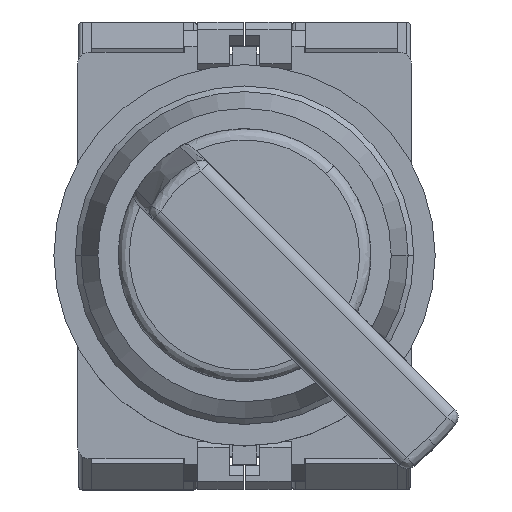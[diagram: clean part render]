
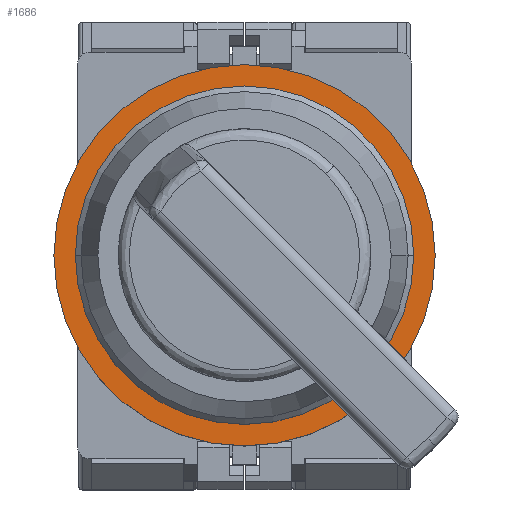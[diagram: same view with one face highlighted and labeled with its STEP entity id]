
A CAD part, top view. The second image highlights one B-rep face of the part: STEP entity #1686.
In plain terms, the highlighted face is planar.
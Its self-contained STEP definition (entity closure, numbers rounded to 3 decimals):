
#683 = EDGE_LOOP ( 'NONE', ( #3350, #8740 ) ) ;
#968 = EDGE_CURVE ( 'NONE', #6106, #2991, #2789, .T. ) ;
#1204 = CIRCLE ( 'NONE', #8806, 12.75 ) ;
#1386 = EDGE_LOOP ( 'NONE', ( #3869, #9927 ) ) ;
#1686 = ADVANCED_FACE ( 'NONE', ( #3831, #7987 ), #12122, .F. ) ;
#1774 = CIRCLE ( 'NONE', #9372, 16.9 ) ;
#1828 = CARTESIAN_POINT ( 'NONE',  ( 0., 0., 0. ) ) ;
#2135 = DIRECTION ( 'NONE',  ( 0., 0., 1. ) ) ;
#2521 = CIRCLE ( 'NONE', #10127, 16.9 ) ;
#2585 = AXIS2_PLACEMENT_3D ( 'NONE', #2819, #6971, #11103 ) ;
#2789 = CIRCLE ( 'NONE', #4530, 12.75 ) ;
#2818 = DIRECTION ( 'NONE',  ( 0., 0., -1. ) ) ;
#2819 = CARTESIAN_POINT ( 'NONE',  ( -17.103, -17.103, 0. ) ) ;
#2991 = VERTEX_POINT ( 'NONE', #7199 ) ;
#3152 = CARTESIAN_POINT ( 'NONE',  ( -16.9, 0., 0. ) ) ;
#3158 = DIRECTION ( 'NONE',  ( 0., 0., -1. ) ) ;
#3350 = ORIENTED_EDGE ( 'NONE', *, *, #4615, .F. ) ;
#3488 = VERTEX_POINT ( 'NONE', #3152 ) ;
#3831 = FACE_BOUND ( 'NONE', #1386, .T. ) ;
#3869 = ORIENTED_EDGE ( 'NONE', *, *, #9003, .F. ) ;
#4530 = AXIS2_PLACEMENT_3D ( 'NONE', #12120, #2818, #6969 ) ;
#4615 = EDGE_CURVE ( 'NONE', #3488, #5709, #1774, .T. ) ;
#5709 = VERTEX_POINT ( 'NONE', #6623 ) ;
#5971 = DIRECTION ( 'NONE',  ( 0., 0., 1. ) ) ;
#6106 = VERTEX_POINT ( 'NONE', #12761 ) ;
#6287 = DIRECTION ( 'NONE',  ( -1., 0., 0. ) ) ;
#6623 = CARTESIAN_POINT ( 'NONE',  ( 16.9, 0., 0. ) ) ;
#6969 = DIRECTION ( 'NONE',  ( -1., 0., 0. ) ) ;
#6971 = DIRECTION ( 'NONE',  ( 0., 0., 1. ) ) ;
#7199 = CARTESIAN_POINT ( 'NONE',  ( -12.75, 0., 0. ) ) ;
#7312 = DIRECTION ( 'NONE',  ( -1., 0., 0. ) ) ;
#7987 = FACE_OUTER_BOUND ( 'NONE', #683, .T. ) ;
#8740 = ORIENTED_EDGE ( 'NONE', *, *, #9911, .F. ) ;
#8806 = AXIS2_PLACEMENT_3D ( 'NONE', #12463, #3158, #7312 ) ;
#9003 = EDGE_CURVE ( 'NONE', #2991, #6106, #1204, .T. ) ;
#9372 = AXIS2_PLACEMENT_3D ( 'NONE', #1828, #5971, #10122 ) ;
#9911 = EDGE_CURVE ( 'NONE', #5709, #3488, #2521, .T. ) ;
#9927 = ORIENTED_EDGE ( 'NONE', *, *, #968, .F. ) ;
#10122 = DIRECTION ( 'NONE',  ( -1., 0., 0. ) ) ;
#10127 = AXIS2_PLACEMENT_3D ( 'NONE', #11435, #2135, #6287 ) ;
#11103 = DIRECTION ( 'NONE',  ( 1., 0., 0. ) ) ;
#11435 = CARTESIAN_POINT ( 'NONE',  ( 0., 0., 0. ) ) ;
#12120 = CARTESIAN_POINT ( 'NONE',  ( 0., 0., 0. ) ) ;
#12122 = PLANE ( 'NONE',  #2585 ) ;
#12463 = CARTESIAN_POINT ( 'NONE',  ( 0., 0., 0. ) ) ;
#12761 = CARTESIAN_POINT ( 'NONE',  ( 12.75, 0., 0. ) ) ;
